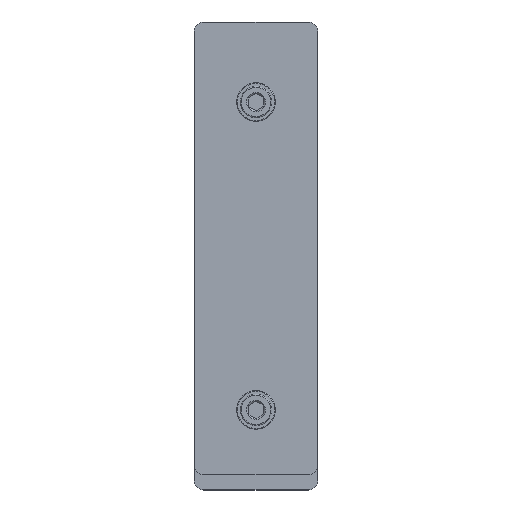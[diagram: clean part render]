
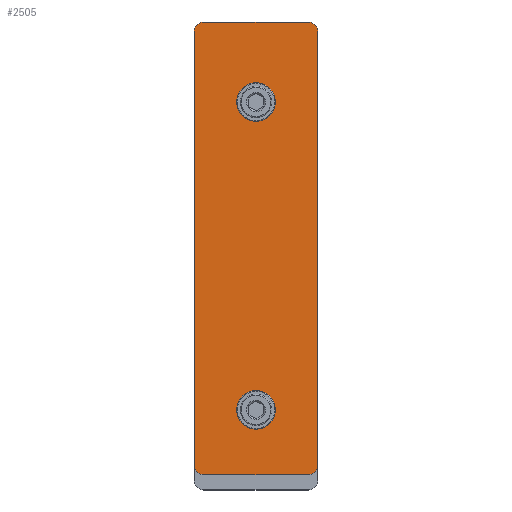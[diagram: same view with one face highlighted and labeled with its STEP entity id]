
A CAD part, top view. The second image highlights one B-rep face of the part: STEP entity #2505.
In plain terms, the highlighted planar face has unit normal (0, 0, 1).
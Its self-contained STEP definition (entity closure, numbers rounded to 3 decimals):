
#56 = CIRCLE ( 'NONE', #2208, 3.3 ) ;
#124 = AXIS2_PLACEMENT_3D ( 'NONE', #278, #3185, #2515 ) ;
#135 = EDGE_LOOP ( 'NONE', ( #1639 ) ) ;
#148 = EDGE_CURVE ( 'NONE', #3767, #194, #730, .T. ) ;
#155 = CARTESIAN_POINT ( 'NONE',  ( 0., 152.2, 4. ) ) ;
#168 = VERTEX_POINT ( 'NONE', #3131 ) ;
#187 = VECTOR ( 'NONE', #3293, 1000. ) ;
#194 = VERTEX_POINT ( 'NONE', #2840 ) ;
#233 = DIRECTION ( 'NONE',  ( 0., 0., -1. ) ) ;
#278 = CARTESIAN_POINT ( 'NONE',  ( -37., 8., 4. ) ) ;
#284 = DIRECTION ( 'NONE',  ( 0., 0., -1. ) ) ;
#312 = VERTEX_POINT ( 'NONE', #360 ) ;
#360 = CARTESIAN_POINT ( 'NONE',  ( -40., 8., 4. ) ) ;
#410 = EDGE_CURVE ( 'NONE', #1707, #999, #1153, .T. ) ;
#421 = DIRECTION ( 'NONE',  ( 0., 0., -1. ) ) ;
#478 = EDGE_CURVE ( 'NONE', #3494, #3494, #56, .T. ) ;
#528 = DIRECTION ( 'NONE',  ( 0., 0., -1. ) ) ;
#534 = ORIENTED_EDGE ( 'NONE', *, *, #3597, .F. ) ;
#568 = PLANE ( 'NONE',  #2092 ) ;
#569 = CARTESIAN_POINT ( 'NONE',  ( -20., 26., 4. ) ) ;
#572 = EDGE_LOOP ( 'NONE', ( #2429, #2260, #2494, #534, #2928, #1036, #2552, #1308 ) ) ;
#675 = CARTESIAN_POINT ( 'NONE',  ( -3., 152., 4. ) ) ;
#683 = CIRCLE ( 'NONE', #124, 3. ) ;
#730 = CIRCLE ( 'NONE', #908, 3. ) ;
#745 = CARTESIAN_POINT ( 'NONE',  ( -3., 149., 4. ) ) ;
#781 = CARTESIAN_POINT ( 'NONE',  ( 0., 152.2, 4. ) ) ;
#908 = AXIS2_PLACEMENT_3D ( 'NONE', #1905, #421, #1361 ) ;
#999 = VERTEX_POINT ( 'NONE', #1329 ) ;
#1036 = ORIENTED_EDGE ( 'NONE', *, *, #2435, .F. ) ;
#1065 = DIRECTION ( 'NONE',  ( -1., 0., 0. ) ) ;
#1107 = DIRECTION ( 'NONE',  ( -1., 0., 0. ) ) ;
#1153 = CIRCLE ( 'NONE', #3250, 3. ) ;
#1308 = ORIENTED_EDGE ( 'NONE', *, *, #1322, .F. ) ;
#1316 = CARTESIAN_POINT ( 'NONE',  ( -23.3, 26., 4. ) ) ;
#1322 = EDGE_CURVE ( 'NONE', #999, #2256, #3603, .T. ) ;
#1329 = CARTESIAN_POINT ( 'NONE',  ( -37., 152., 4. ) ) ;
#1361 = DIRECTION ( 'NONE',  ( -1., 0., 0. ) ) ;
#1444 = EDGE_CURVE ( 'NONE', #168, #312, #683, .T. ) ;
#1478 = CARTESIAN_POINT ( 'NONE',  ( -37., 149., 4. ) ) ;
#1601 = AXIS2_PLACEMENT_3D ( 'NONE', #569, #284, #1107 ) ;
#1620 = LINE ( 'NONE', #155, #3329 ) ;
#1639 = ORIENTED_EDGE ( 'NONE', *, *, #3679, .T. ) ;
#1671 = FACE_BOUND ( 'NONE', #135, .T. ) ;
#1707 = VERTEX_POINT ( 'NONE', #2546 ) ;
#1730 = CIRCLE ( 'NONE', #2468, 3. ) ;
#1744 = CARTESIAN_POINT ( 'NONE',  ( -23.3, 126., 4. ) ) ;
#1753 = CARTESIAN_POINT ( 'NONE',  ( 0., 5., 4. ) ) ;
#1844 = LINE ( 'NONE', #3381, #2391 ) ;
#1905 = CARTESIAN_POINT ( 'NONE',  ( -3., 8., 4. ) ) ;
#1909 = VERTEX_POINT ( 'NONE', #3011 ) ;
#1922 = DIRECTION ( 'NONE',  ( 0., 1., 0. ) ) ;
#1957 = DIRECTION ( 'NONE',  ( 1., 0., 0. ) ) ;
#1989 = CARTESIAN_POINT ( 'NONE',  ( 0., 8., 4. ) ) ;
#2010 = ORIENTED_EDGE ( 'NONE', *, *, #478, .T. ) ;
#2090 = DIRECTION ( 'NONE',  ( 0., 0., -1. ) ) ;
#2092 = AXIS2_PLACEMENT_3D ( 'NONE', #781, #528, #1957 ) ;
#2208 = AXIS2_PLACEMENT_3D ( 'NONE', #2837, #233, #3164 ) ;
#2236 = VERTEX_POINT ( 'NONE', #1316 ) ;
#2256 = VERTEX_POINT ( 'NONE', #675 ) ;
#2260 = ORIENTED_EDGE ( 'NONE', *, *, #3143, .F. ) ;
#2262 = DIRECTION ( 'NONE',  ( -1., 0., 0. ) ) ;
#2391 = VECTOR ( 'NONE', #1922, 1000. ) ;
#2395 = VECTOR ( 'NONE', #2262, 1000. ) ;
#2429 = ORIENTED_EDGE ( 'NONE', *, *, #410, .F. ) ;
#2435 = EDGE_CURVE ( 'NONE', #1909, #3767, #1620, .T. ) ;
#2468 = AXIS2_PLACEMENT_3D ( 'NONE', #745, #3736, #1065 ) ;
#2494 = ORIENTED_EDGE ( 'NONE', *, *, #1444, .F. ) ;
#2505 = ADVANCED_FACE ( 'NONE', ( #3425, #2905, #1671 ), #568, .F. ) ;
#2515 = DIRECTION ( 'NONE',  ( -1., 0., 0. ) ) ;
#2546 = CARTESIAN_POINT ( 'NONE',  ( -40., 149., 4. ) ) ;
#2552 = ORIENTED_EDGE ( 'NONE', *, *, #2786, .F. ) ;
#2750 = DIRECTION ( 'NONE',  ( 0., -1., 0. ) ) ;
#2771 = CARTESIAN_POINT ( 'NONE',  ( 0., 152., 4. ) ) ;
#2786 = EDGE_CURVE ( 'NONE', #2256, #1909, #1730, .T. ) ;
#2837 = CARTESIAN_POINT ( 'NONE',  ( -20., 126., 4. ) ) ;
#2840 = CARTESIAN_POINT ( 'NONE',  ( -3., 5., 4. ) ) ;
#2905 = FACE_BOUND ( 'NONE', #3506, .T. ) ;
#2928 = ORIENTED_EDGE ( 'NONE', *, *, #148, .F. ) ;
#3011 = CARTESIAN_POINT ( 'NONE',  ( 0., 149., 4. ) ) ;
#3131 = CARTESIAN_POINT ( 'NONE',  ( -37., 5., 4. ) ) ;
#3132 = CIRCLE ( 'NONE', #1601, 3.3 ) ;
#3143 = EDGE_CURVE ( 'NONE', #312, #1707, #1844, .T. ) ;
#3153 = LINE ( 'NONE', #1753, #2395 ) ;
#3164 = DIRECTION ( 'NONE',  ( -1., 0., 0. ) ) ;
#3185 = DIRECTION ( 'NONE',  ( 0., 0., -1. ) ) ;
#3250 = AXIS2_PLACEMENT_3D ( 'NONE', #1478, #2090, #3269 ) ;
#3269 = DIRECTION ( 'NONE',  ( -1., 0., 0. ) ) ;
#3293 = DIRECTION ( 'NONE',  ( 1., 0., 0. ) ) ;
#3329 = VECTOR ( 'NONE', #2750, 1000. ) ;
#3381 = CARTESIAN_POINT ( 'NONE',  ( -40., 152.2, 4. ) ) ;
#3425 = FACE_OUTER_BOUND ( 'NONE', #572, .T. ) ;
#3494 = VERTEX_POINT ( 'NONE', #1744 ) ;
#3506 = EDGE_LOOP ( 'NONE', ( #2010 ) ) ;
#3597 = EDGE_CURVE ( 'NONE', #194, #168, #3153, .T. ) ;
#3603 = LINE ( 'NONE', #2771, #187 ) ;
#3679 = EDGE_CURVE ( 'NONE', #2236, #2236, #3132, .T. ) ;
#3736 = DIRECTION ( 'NONE',  ( 0., 0., -1. ) ) ;
#3767 = VERTEX_POINT ( 'NONE', #1989 ) ;
